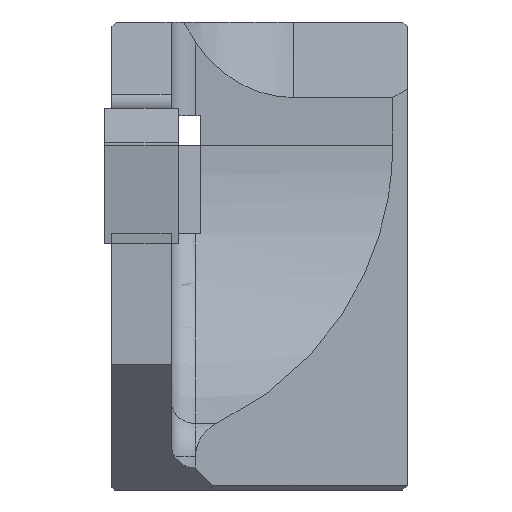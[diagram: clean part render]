
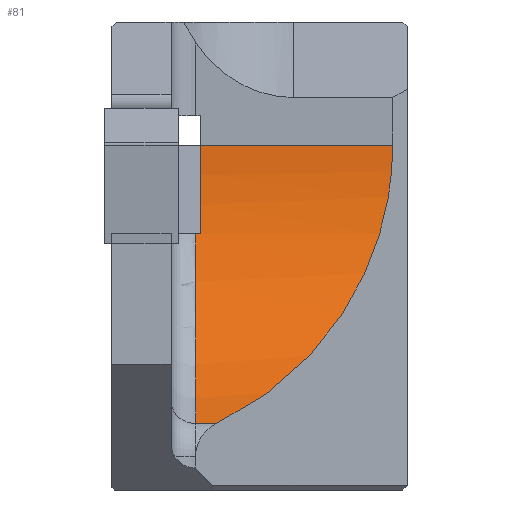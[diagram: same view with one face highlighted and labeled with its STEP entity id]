
A CAD part, left-side view. The second image highlights one B-rep face of the part: STEP entity #81.
In plain terms, the highlighted cylindrical face has radius 12.5 mm (diameter 25 mm), a partial arc.
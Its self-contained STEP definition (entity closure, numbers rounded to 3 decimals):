
#60=CYLINDRICAL_SURFACE('',#1327,12.5);
#71=ELLIPSE('',#1325,17.678,12.5);
#81=ADVANCED_FACE('',(#210),#60,.F.);
#210=FACE_OUTER_BOUND('',#282,.T.);
#282=EDGE_LOOP('',(#414,#415,#416,#417,#418,#419));
#354=CIRCLE('',#1324,12.5);
#355=CIRCLE('',#1326,12.5);
#414=ORIENTED_EDGE('',*,*,#879,.T.);
#415=ORIENTED_EDGE('',*,*,#880,.F.);
#416=ORIENTED_EDGE('',*,*,#881,.T.);
#417=ORIENTED_EDGE('',*,*,#876,.T.);
#418=ORIENTED_EDGE('',*,*,#882,.T.);
#419=ORIENTED_EDGE('',*,*,#883,.T.);
#765=VERTEX_POINT('',#1843);
#766=VERTEX_POINT('',#1845);
#768=VERTEX_POINT('',#1851);
#769=VERTEX_POINT('',#1852);
#770=VERTEX_POINT('',#1854);
#771=VERTEX_POINT('',#1857);
#876=EDGE_CURVE('',#766,#765,#1047,.T.);
#879=EDGE_CURVE('',#768,#769,#354,.T.);
#880=EDGE_CURVE('',#770,#769,#1050,.T.);
#881=EDGE_CURVE('',#770,#766,#71,.T.);
#882=EDGE_CURVE('',#765,#771,#355,.T.);
#883=EDGE_CURVE('',#771,#768,#1051,.T.);
#1047=LINE('',#1844,#1195);
#1050=LINE('',#1853,#1198);
#1051=LINE('',#1858,#1199);
#1195=VECTOR('',#1469,1.);
#1198=VECTOR('',#1476,1.);
#1199=VECTOR('',#1481,1.);
#1324=AXIS2_PLACEMENT_3D('',#1850,#1474,#1475);
#1325=AXIS2_PLACEMENT_3D('',#1855,#1477,#1478);
#1326=AXIS2_PLACEMENT_3D('',#1856,#1479,#1480);
#1327=AXIS2_PLACEMENT_3D('',#1859,#1482,#1483);
#1469=DIRECTION('',(0.,1.,0.));
#1474=DIRECTION('',(0.,1.,0.));
#1475=DIRECTION('',(0.,0.,1.));
#1476=DIRECTION('',(0.,1.,0.));
#1477=DIRECTION('',(-0.707,-0.707,0.));
#1478=DIRECTION('',(-0.707,0.707,0.));
#1479=DIRECTION('',(0.,1.,0.));
#1480=DIRECTION('',(0.,0.,1.));
#1481=DIRECTION('',(0.,1.,0.));
#1482=DIRECTION('',(0.,1.,0.));
#1483=DIRECTION('',(0.,0.,-1.));
#1843=CARTESIAN_POINT('',(13.,8.4,0.));
#1844=CARTESIAN_POINT('',(13.,-1.2,0.));
#1845=CARTESIAN_POINT('',(13.,0.6,0.));
#1850=CARTESIAN_POINT('',(0.5,8.6,0.));
#1851=CARTESIAN_POINT('',(12.47,8.6,-3.6));
#1852=CARTESIAN_POINT('',(5.857,8.6,-11.294));
#1853=CARTESIAN_POINT('',(5.857,-1.2,-11.294));
#1854=CARTESIAN_POINT('',(5.857,7.743,-11.294));
#1855=CARTESIAN_POINT('',(0.5,13.1,0.));
#1856=CARTESIAN_POINT('',(0.5,8.4,0.));
#1857=CARTESIAN_POINT('',(12.47,8.4,-3.6));
#1858=CARTESIAN_POINT('',(12.47,-1.2,-3.6));
#1859=CARTESIAN_POINT('',(0.5,-1.2,0.));
